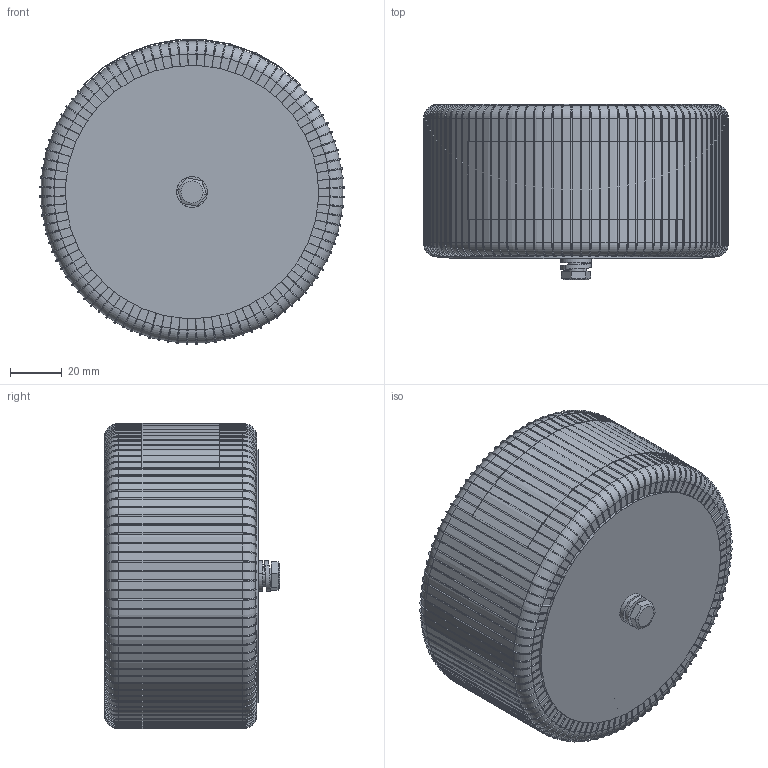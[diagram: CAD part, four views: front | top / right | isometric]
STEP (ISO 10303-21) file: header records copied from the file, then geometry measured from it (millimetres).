
FILE_DESCRIPTION (( 'STEP AP214' ), '1' );
FILE_NAME ('VTX-146-0001-200(1).STEP', '2025-03-09T19:56:08', ( '' ), ( '' ), 'SwSTEP 2.0', 'SolidWorks 2024', '' );
FILE_SCHEMA (( 'AUTOMOTIVE_DESIGN' ));
Length unit declared in the file: millimetre
Products named in the file (9): VTX-146-0001-200(1); 62562-HRSW-M6-A4; VTX-146-0001 SERIES RUBBER PAD_200(1) VA; 62316-HTN-M6-A2 (1); VTX-146-0001 SERIES BOLT_200(1) VA; VTX-146-0001-200(1) LABEL; VTX-146-0001-200(1) EPOXY; 72521-HPW-M6-A4; VTX-146-0001 SERIES CORE_200(1) VA
Assembly tree (8 placements, depth 2):
  VTX-146-0001-200(1)
    VTX-146-0001 SERIES CORE_200(1) VA
    VTX-146-0001 SERIES BOLT_200(1) VA
    VTX-146-0001-200(1) EPOXY
    VTX-146-0001 SERIES RUBBER PAD_200(1) VA
    VTX-146-0001-200(1) LABEL
    62562-HRSW-M6-A4
    72521-HPW-M6-A4
    62316-HTN-M6-A2 (1)
Bounding box: 117.95 x 67.8 x 117.97 mm (x, y, z)
Volume: 633409.2 mm3; surface area: 109887.4 mm2
Topology: 108 solids, 108 shells, 1978 faces, 4850 edges, 2890 vertices
Faces by surface type: cylinder 1108, torus 814, plane 46, bspline 6, cone 4
Entity records: 62899 total; most frequent: DIRECTION 12250, CARTESIAN_POINT 12131, ORIENTED_EDGE 9700, AXIS2_PLACEMENT_3D 5536, EDGE_CURVE 4850, CIRCLE 3553, VERTEX_POINT 2890, EDGE_LOOP 1990
